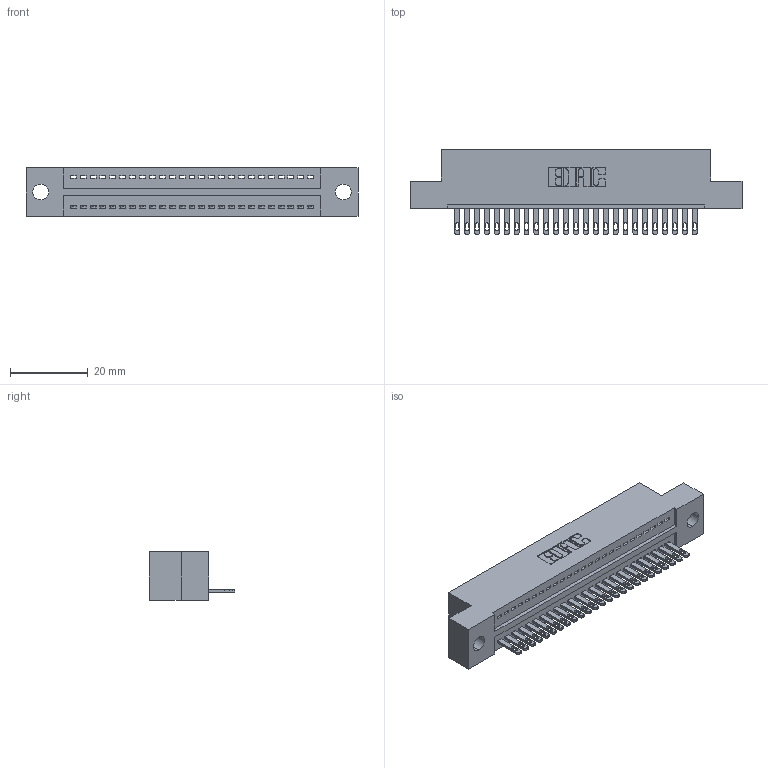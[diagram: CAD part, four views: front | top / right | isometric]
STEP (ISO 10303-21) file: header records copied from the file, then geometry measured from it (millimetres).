
FILE_DESCRIPTION (( 'STEP AP203' ), '1' );
FILE_NAME ('325-025-500-109.STEP', '2020-02-24T18:02:24', ( '' ), ( '' ), 'SwSTEP 2.0', 'SolidWorks 2016', '' );
FILE_SCHEMA (( 'CONFIG_CONTROL_DESIGN' ));
Length unit declared in the file: inch
Products named in the file (3): 325 Part_.160 TH; 325-025-500-109; 325-292-001_325-293-100
Assembly tree (26 placements, depth 2):
  325-025-500-109
    325 Part_.160 TH
    325-292-001_325-293-100  x25
Bounding box: 85.22 x 21.84 x 12.45 mm (x, y, z)
Volume: 10469.3 mm3; surface area: 11103.7 mm2
Topology: 26 solids, 26 shells, 1464 faces, 4511 edges, 3006 vertices
Faces by surface type: plane 970, cylinder 494
Entity records: 17415 total; most frequent: CARTESIAN_POINT 3013, ORIENTED_EDGE 2974, DIRECTION 2577, EDGE_CURVE 1487, LINE 1355, VECTOR 1355, VERTEX_POINT 990, AXIS2_PLACEMENT_3D 611
